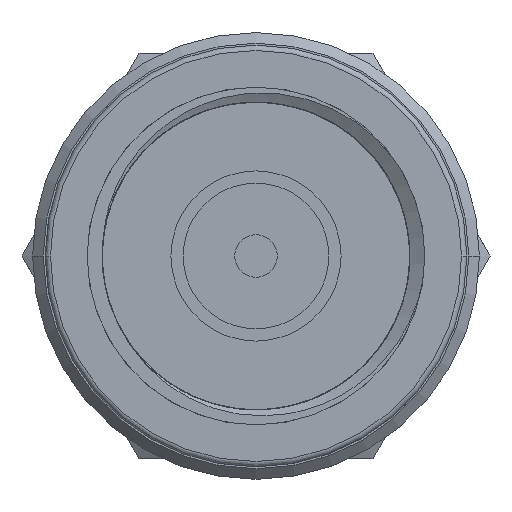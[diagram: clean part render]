
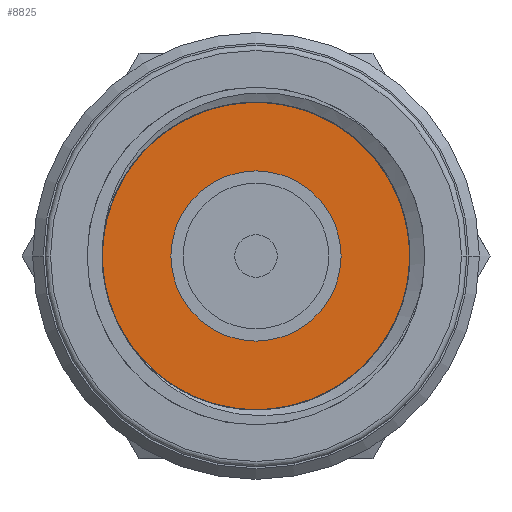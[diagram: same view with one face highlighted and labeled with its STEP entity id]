
A CAD part, left-side view. The second image highlights one B-rep face of the part: STEP entity #8825.
In plain terms, the highlighted planar face has unit normal (-1, 0, 0).
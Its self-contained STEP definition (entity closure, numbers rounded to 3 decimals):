
#253 = ORIENTED_EDGE ( 'NONE', *, *, #3793, .F. ) ;
#411 = DIRECTION ( 'NONE',  ( 0., 0., 1. ) ) ;
#853 = CARTESIAN_POINT ( 'NONE',  ( 9.5, 0., -4. ) ) ;
#1355 = FACE_BOUND ( 'NONE', #2281, .T. ) ;
#1398 = VERTEX_POINT ( 'NONE', #3618 ) ;
#1838 = DIRECTION ( 'NONE',  ( 0., 0., 1. ) ) ;
#1990 = AXIS2_PLACEMENT_3D ( 'NONE', #10017, #7486, #2074 ) ;
#2064 = AXIS2_PLACEMENT_3D ( 'NONE', #6880, #9037, #1838 ) ;
#2074 = DIRECTION ( 'NONE',  ( 0., 0., 1. ) ) ;
#2281 = EDGE_LOOP ( 'NONE', ( #253, #3883 ) ) ;
#2307 = EDGE_CURVE ( 'NONE', #3936, #8274, #7180, .T. ) ;
#2662 = EDGE_CURVE ( 'NONE', #7664, #1398, #3154, .T. ) ;
#2778 = ORIENTED_EDGE ( 'NONE', *, *, #2662, .T. ) ;
#2891 = CARTESIAN_POINT ( 'NONE',  ( 9.5, 0., 0. ) ) ;
#3154 = CIRCLE ( 'NONE', #9212, 7.938 ) ;
#3406 = CARTESIAN_POINT ( 'NONE',  ( 9.5, 0., 0. ) ) ;
#3614 = ORIENTED_EDGE ( 'NONE', *, *, #9519, .T. ) ;
#3618 = CARTESIAN_POINT ( 'NONE',  ( 9.5, 0., 7.938 ) ) ;
#3793 = EDGE_CURVE ( 'NONE', #8274, #3936, #4844, .T. ) ;
#3875 = EDGE_LOOP ( 'NONE', ( #3614, #2778 ) ) ;
#3883 = ORIENTED_EDGE ( 'NONE', *, *, #2307, .F. ) ;
#3936 = VERTEX_POINT ( 'NONE', #5933 ) ;
#4213 = CARTESIAN_POINT ( 'NONE',  ( 9.5, 0., 0. ) ) ;
#4272 = DIRECTION ( 'NONE',  ( 0., 0., 1. ) ) ;
#4844 = CIRCLE ( 'NONE', #9741, 4. ) ;
#5341 = DIRECTION ( 'NONE',  ( 0., 0., 1. ) ) ;
#5424 = DIRECTION ( 'NONE',  ( -1., 0., 0. ) ) ;
#5908 = CIRCLE ( 'NONE', #2064, 7.938 ) ;
#5933 = CARTESIAN_POINT ( 'NONE',  ( 9.5, 0., 4. ) ) ;
#5981 = PLANE ( 'NONE',  #9257 ) ;
#6880 = CARTESIAN_POINT ( 'NONE',  ( 9.5, 0., 0. ) ) ;
#7180 = CIRCLE ( 'NONE', #1990, 4. ) ;
#7450 = CARTESIAN_POINT ( 'NONE',  ( 9.5, 0., -7.938 ) ) ;
#7486 = DIRECTION ( 'NONE',  ( -1., 0., 0. ) ) ;
#7664 = VERTEX_POINT ( 'NONE', #7450 ) ;
#7776 = DIRECTION ( 'NONE',  ( -1., 0., 0. ) ) ;
#8274 = VERTEX_POINT ( 'NONE', #853 ) ;
#8825 = ADVANCED_FACE ( 'NONE', ( #10000, #1355 ), #5981, .T. ) ;
#9037 = DIRECTION ( 'NONE',  ( -1., 0., 0. ) ) ;
#9212 = AXIS2_PLACEMENT_3D ( 'NONE', #4213, #9855, #4272 ) ;
#9257 = AXIS2_PLACEMENT_3D ( 'NONE', #2891, #7776, #5341 ) ;
#9519 = EDGE_CURVE ( 'NONE', #1398, #7664, #5908, .T. ) ;
#9741 = AXIS2_PLACEMENT_3D ( 'NONE', #3406, #5424, #411 ) ;
#9855 = DIRECTION ( 'NONE',  ( -1., 0., 0. ) ) ;
#10000 = FACE_OUTER_BOUND ( 'NONE', #3875, .T. ) ;
#10017 = CARTESIAN_POINT ( 'NONE',  ( 9.5, 0., 0. ) ) ;
